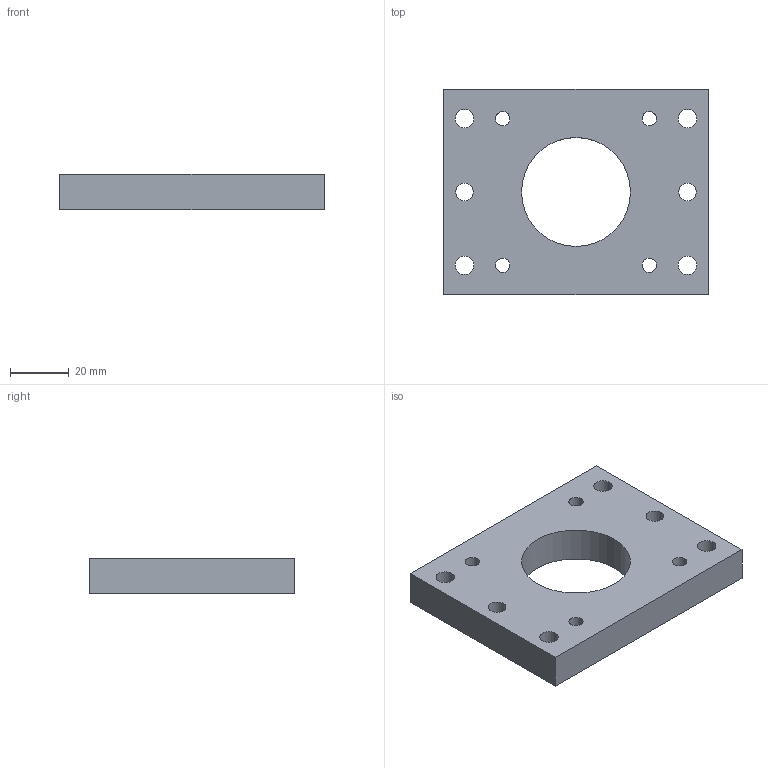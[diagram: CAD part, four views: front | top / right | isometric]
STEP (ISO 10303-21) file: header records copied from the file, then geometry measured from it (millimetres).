
FILE_DESCRIPTION(/* description */ ('FLANGE'),/* implementation_level */ '2;1');
FILE_NAME(/* name */ 'CRSF-50.stp',/* time_stamp */ '2019-11-12T16:27:31-05:00',/* author */ ('E&E CP'),/* organization */ (''),/* preprocessor_version */ 'ST-DEVELOPER v17',/* originating_system */ 'Autodesk Inventor 2018',/* authorisation */ '');
FILE_SCHEMA (('AUTOMOTIVE_DESIGN { 1 0 10303 214 3 1 1 }'));
Length unit declared in the file: millimetre
Products named in the file (1): CRSF-50
Bounding box: 90 x 70 x 12 mm (x, y, z)
Volume: 59541.3 mm3; surface area: 17306.1 mm2
Topology: 1 solids, 1 shells, 17 faces, 55 edges, 40 vertices
Faces by surface type: cylinder 11, plane 6
Full cylindrical faces by diameter (mm): 4.917 x4, 6 x2, 6.3 x4, 37.1 x1
Entity records: 718 total; most frequent: DIRECTION 123, CARTESIAN_POINT 113, ORIENTED_EDGE 110, EDGE_CURVE 55, AXIS2_PLACEMENT_3D 50, VERTEX_POINT 40, EDGE_LOOP 39, CIRCLE 32
